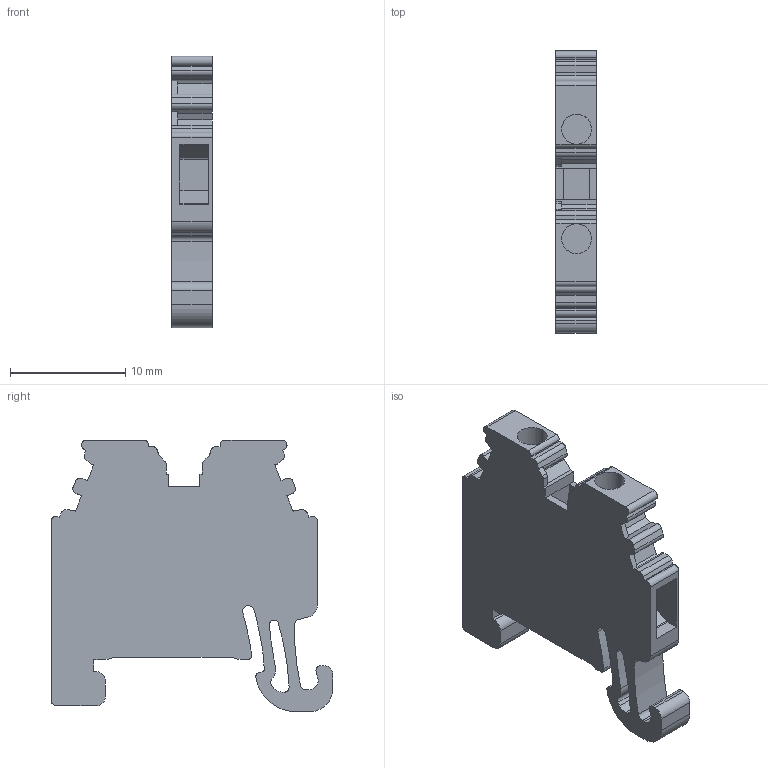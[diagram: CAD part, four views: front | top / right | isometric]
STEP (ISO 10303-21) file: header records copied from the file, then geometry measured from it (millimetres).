
FILE_DESCRIPTION(('CATIA V5 STEP Exchange','CAx-IF Rec.Pracs.--- Model Styling and Organization---1.4--- 2014-01-23'),'2;1');
FILE_NAME ('D1455511_0', '2020-02-13T07:03:32+00:00', ('none'), ('Weidmueller'), 'CATIA Version 5-6 Release 2016 SP3 HF44', 'CATIA V5 STEP AP214', 'none');
FILE_SCHEMA(('AUTOMOTIVE_DESIGN { 1 0 10303 214 1 1 1 1 }'));
Length unit declared in the file: millimetre
Products named in the file (1): 1754170000_WDU_1-5-R3-5_BL
Bounding box: 3.5 x 24.45 x 23.56 mm (x, y, z)
Volume: 1223.5 mm3; surface area: 1606.5 mm2
Topology: 1 solids, 1 shells, 189 faces, 560 edges, 377 vertices
Faces by surface type: plane 120, cylinder 69
Entity records: 6103 total; most frequent: ORIENTED_EDGE 1120, CARTESIAN_POINT 1102, DIRECTION 888, EDGE_CURVE 560, VECTOR 408, LINE 408, VERTEX_POINT 377, AXIS2_PLACEMENT_3D 317
